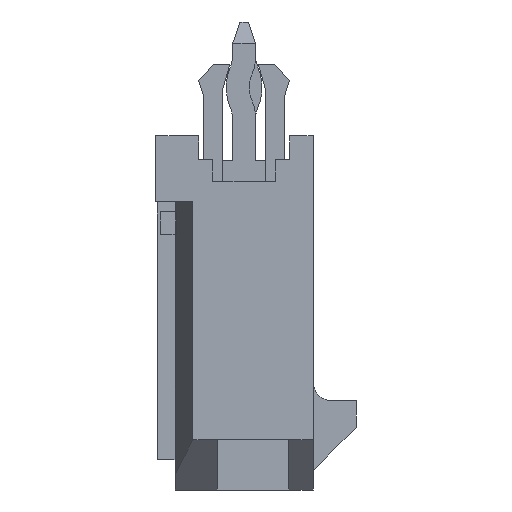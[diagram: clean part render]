
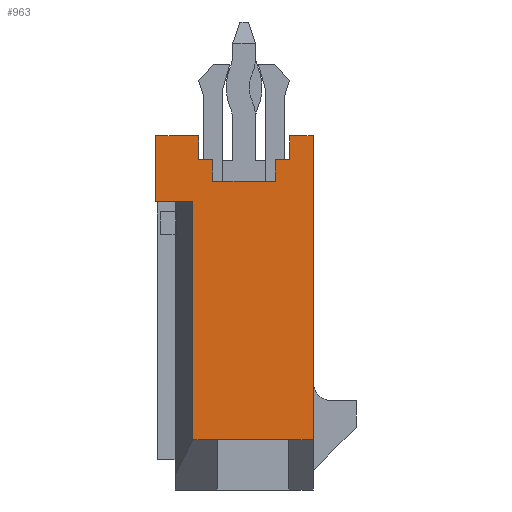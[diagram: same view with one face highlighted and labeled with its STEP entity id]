
A CAD part, left-side view. The second image highlights one B-rep face of the part: STEP entity #963.
In plain terms, the highlighted planar face has unit normal (-1, 0, 0).
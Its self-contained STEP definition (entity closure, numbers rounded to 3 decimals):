
#41 = VERTEX_POINT ( 'NONE', #5956 ) ;
#583 = DIRECTION ( 'NONE',  ( 0., 0., -1. ) ) ;
#649 = LINE ( 'NONE', #4212, #7047 ) ;
#714 = ORIENTED_EDGE ( 'NONE', *, *, #3506, .F. ) ;
#749 = VECTOR ( 'NONE', #10782, 1000. ) ;
#772 = EDGE_CURVE ( 'NONE', #10643, #10443, #6982, .T. ) ;
#813 = CARTESIAN_POINT ( 'NONE',  ( -15.32, 8.5, -1.93 ) ) ;
#963 = ADVANCED_FACE ( 'NONE', ( #2936 ), #10087, .F. ) ;
#1003 = EDGE_CURVE ( 'NONE', #10837, #10643, #4743, .T. ) ;
#1024 = CARTESIAN_POINT ( 'NONE',  ( -15.32, 0.67, -0.875 ) ) ;
#1213 = VERTEX_POINT ( 'NONE', #10433 ) ;
#1351 = VERTEX_POINT ( 'NONE', #8289 ) ;
#1393 = DIRECTION ( 'NONE',  ( 0., -1., 0. ) ) ;
#1400 = ORIENTED_EDGE ( 'NONE', *, *, #9694, .F. ) ;
#1616 = VERTEX_POINT ( 'NONE', #3424 ) ;
#1718 = CARTESIAN_POINT ( 'NONE',  ( -15.32, 0., -1.93 ) ) ;
#1745 = DIRECTION ( 'NONE',  ( 0., 0., -1. ) ) ;
#1815 = EDGE_CURVE ( 'NONE', #10443, #4144, #5550, .T. ) ;
#2231 = CARTESIAN_POINT ( 'NONE',  ( -15.32, 1.85, 2.47 ) ) ;
#2274 = CARTESIAN_POINT ( 'NONE',  ( -15.32, 1.27, 0.875 ) ) ;
#2339 = CARTESIAN_POINT ( 'NONE',  ( -15.32, 0.67, 1.27 ) ) ;
#2382 = ORIENTED_EDGE ( 'NONE', *, *, #9842, .T. ) ;
#2423 = VECTOR ( 'NONE', #1745, 1000. ) ;
#2656 = LINE ( 'NONE', #6937, #6297 ) ;
#2669 = DIRECTION ( 'NONE',  ( 0., -1., 0. ) ) ;
#2936 = FACE_OUTER_BOUND ( 'NONE', #4392, .T. ) ;
#2967 = CARTESIAN_POINT ( 'NONE',  ( -15.32, 0., -1.93 ) ) ;
#3042 = CARTESIAN_POINT ( 'NONE',  ( -15.32, 1.27, 0.875 ) ) ;
#3165 = LINE ( 'NONE', #2339, #10027 ) ;
#3205 = ORIENTED_EDGE ( 'NONE', *, *, #5224, .T. ) ;
#3248 = VERTEX_POINT ( 'NONE', #10363 ) ;
#3249 = VERTEX_POINT ( 'NONE', #3042 ) ;
#3424 = CARTESIAN_POINT ( 'NONE',  ( -15.32, 0., 1.27 ) ) ;
#3506 = EDGE_CURVE ( 'NONE', #4144, #8899, #5536, .T. ) ;
#3627 = CARTESIAN_POINT ( 'NONE',  ( -15.32, 0., 2.47 ) ) ;
#3637 = CARTESIAN_POINT ( 'NONE',  ( -15.32, 0.67, 0.875 ) ) ;
#3796 = DIRECTION ( 'NONE',  ( 0., 0., -1. ) ) ;
#3841 = CARTESIAN_POINT ( 'NONE',  ( -15.32, 0., -1.27 ) ) ;
#4062 = LINE ( 'NONE', #11223, #5919 ) ;
#4144 = VERTEX_POINT ( 'NONE', #1718 ) ;
#4194 = CARTESIAN_POINT ( 'NONE',  ( -15.32, 0.67, 1.27 ) ) ;
#4203 = CARTESIAN_POINT ( 'NONE',  ( -15.32, 8.5, 1.43 ) ) ;
#4212 = CARTESIAN_POINT ( 'NONE',  ( -15.32, 1.27, -0.875 ) ) ;
#4268 = VERTEX_POINT ( 'NONE', #9040 ) ;
#4276 = VERTEX_POINT ( 'NONE', #3637 ) ;
#4392 = EDGE_LOOP ( 'NONE', ( #6201, #7770, #1400, #7280, #8242, #7500, #7952, #6580, #10976, #3205, #714, #5122, #6069, #6478, #5415, #2382 ) ) ;
#4435 = CARTESIAN_POINT ( 'NONE',  ( -15.32, 1.85, 2.47 ) ) ;
#4739 = VERTEX_POINT ( 'NONE', #4194 ) ;
#4743 = LINE ( 'NONE', #7388, #11152 ) ;
#4862 = EDGE_CURVE ( 'NONE', #3249, #4276, #9416, .T. ) ;
#4864 = DIRECTION ( 'NONE',  ( 0., 0., -1. ) ) ;
#4930 = EDGE_CURVE ( 'NONE', #3248, #4268, #11411, .T. ) ;
#5025 = DIRECTION ( 'NONE',  ( 0., -1., 0. ) ) ;
#5122 = ORIENTED_EDGE ( 'NONE', *, *, #1815, .F. ) ;
#5152 = VECTOR ( 'NONE', #5025, 1000. ) ;
#5224 = EDGE_CURVE ( 'NONE', #41, #8899, #4062, .T. ) ;
#5284 = EDGE_CURVE ( 'NONE', #6155, #3248, #2656, .T. ) ;
#5348 = CARTESIAN_POINT ( 'NONE',  ( -15.32, 1.85, 1.43 ) ) ;
#5363 = CARTESIAN_POINT ( 'NONE',  ( -15.32, 8.5, 0.75 ) ) ;
#5415 = ORIENTED_EDGE ( 'NONE', *, *, #7732, .F. ) ;
#5444 = LINE ( 'NONE', #3627, #749 ) ;
#5474 = VECTOR ( 'NONE', #7800, 1000. ) ;
#5536 = LINE ( 'NONE', #2967, #7276 ) ;
#5550 = LINE ( 'NONE', #9961, #6381 ) ;
#5919 = VECTOR ( 'NONE', #6766, 1000. ) ;
#5956 = CARTESIAN_POINT ( 'NONE',  ( -15.32, 8.5, -1.25 ) ) ;
#6037 = EDGE_CURVE ( 'NONE', #4268, #1213, #8611, .T. ) ;
#6069 = ORIENTED_EDGE ( 'NONE', *, *, #772, .F. ) ;
#6150 = EDGE_CURVE ( 'NONE', #1213, #41, #9067, .T. ) ;
#6155 = VERTEX_POINT ( 'NONE', #4435 ) ;
#6201 = ORIENTED_EDGE ( 'NONE', *, *, #4862, .T. ) ;
#6290 = CARTESIAN_POINT ( 'NONE',  ( -15.32, 0.67, -1.27 ) ) ;
#6297 = VECTOR ( 'NONE', #10621, 1000. ) ;
#6381 = VECTOR ( 'NONE', #3796, 1000. ) ;
#6470 = LINE ( 'NONE', #9992, #9101 ) ;
#6478 = ORIENTED_EDGE ( 'NONE', *, *, #1003, .F. ) ;
#6580 = ORIENTED_EDGE ( 'NONE', *, *, #6037, .T. ) ;
#6628 = CARTESIAN_POINT ( 'NONE',  ( -15.32, 0., 1.27 ) ) ;
#6675 = LINE ( 'NONE', #2231, #5152 ) ;
#6709 = VECTOR ( 'NONE', #1393, 1000. ) ;
#6766 = DIRECTION ( 'NONE',  ( 0., 0., -1. ) ) ;
#6794 = CARTESIAN_POINT ( 'NONE',  ( -15.32, 0., 2.47 ) ) ;
#6808 = AXIS2_PLACEMENT_3D ( 'NONE', #10198, #8268, #9088 ) ;
#6937 = CARTESIAN_POINT ( 'NONE',  ( -15.32, 1.85, 2.47 ) ) ;
#6982 = LINE ( 'NONE', #11327, #5474 ) ;
#7047 = VECTOR ( 'NONE', #7789, 1000. ) ;
#7276 = VECTOR ( 'NONE', #10826, 1000. ) ;
#7280 = ORIENTED_EDGE ( 'NONE', *, *, #11135, .F. ) ;
#7388 = CARTESIAN_POINT ( 'NONE',  ( -15.32, 0.67, -0.875 ) ) ;
#7500 = ORIENTED_EDGE ( 'NONE', *, *, #5284, .T. ) ;
#7564 = LINE ( 'NONE', #6628, #9140 ) ;
#7617 = EDGE_CURVE ( 'NONE', #6155, #7701, #6675, .T. ) ;
#7701 = VERTEX_POINT ( 'NONE', #6794 ) ;
#7732 = EDGE_CURVE ( 'NONE', #1351, #10837, #6470, .T. ) ;
#7770 = ORIENTED_EDGE ( 'NONE', *, *, #8756, .F. ) ;
#7789 = DIRECTION ( 'NONE',  ( 0., 0., 1. ) ) ;
#7800 = DIRECTION ( 'NONE',  ( 0., -1., 0. ) ) ;
#7952 = ORIENTED_EDGE ( 'NONE', *, *, #4930, .T. ) ;
#8211 = VECTOR ( 'NONE', #9639, 1000. ) ;
#8242 = ORIENTED_EDGE ( 'NONE', *, *, #7617, .F. ) ;
#8268 = DIRECTION ( 'NONE',  ( 1., 0., 0. ) ) ;
#8289 = CARTESIAN_POINT ( 'NONE',  ( -15.32, 1.27, -0.875 ) ) ;
#8611 = LINE ( 'NONE', #4203, #9536 ) ;
#8756 = EDGE_CURVE ( 'NONE', #4739, #4276, #3165, .T. ) ;
#8899 = VERTEX_POINT ( 'NONE', #813 ) ;
#9040 = CARTESIAN_POINT ( 'NONE',  ( -15.32, 8.5, 1.43 ) ) ;
#9067 = LINE ( 'NONE', #5363, #2423 ) ;
#9088 = DIRECTION ( 'NONE',  ( 0., 0., -1. ) ) ;
#9101 = VECTOR ( 'NONE', #2669, 1000. ) ;
#9140 = VECTOR ( 'NONE', #10202, 1000. ) ;
#9416 = LINE ( 'NONE', #2274, #6709 ) ;
#9536 = VECTOR ( 'NONE', #583, 1000. ) ;
#9639 = DIRECTION ( 'NONE',  ( 0., 1., 0. ) ) ;
#9694 = EDGE_CURVE ( 'NONE', #1616, #4739, #7564, .T. ) ;
#9842 = EDGE_CURVE ( 'NONE', #1351, #3249, #649, .T. ) ;
#9961 = CARTESIAN_POINT ( 'NONE',  ( -15.32, 0., -1.27 ) ) ;
#9992 = CARTESIAN_POINT ( 'NONE',  ( -15.32, 1.27, -0.875 ) ) ;
#10027 = VECTOR ( 'NONE', #11429, 1000. ) ;
#10087 = PLANE ( 'NONE',  #6808 ) ;
#10198 = CARTESIAN_POINT ( 'NONE',  ( -15.32, 4.95, 0. ) ) ;
#10202 = DIRECTION ( 'NONE',  ( 0., 1., 0. ) ) ;
#10363 = CARTESIAN_POINT ( 'NONE',  ( -15.32, 1.85, 1.43 ) ) ;
#10433 = CARTESIAN_POINT ( 'NONE',  ( -15.32, 8.5, 0.75 ) ) ;
#10443 = VERTEX_POINT ( 'NONE', #3841 ) ;
#10621 = DIRECTION ( 'NONE',  ( 0., 0., -1. ) ) ;
#10643 = VERTEX_POINT ( 'NONE', #6290 ) ;
#10782 = DIRECTION ( 'NONE',  ( 0., 0., -1. ) ) ;
#10826 = DIRECTION ( 'NONE',  ( 0., 1., 0. ) ) ;
#10837 = VERTEX_POINT ( 'NONE', #1024 ) ;
#10976 = ORIENTED_EDGE ( 'NONE', *, *, #6150, .T. ) ;
#11135 = EDGE_CURVE ( 'NONE', #7701, #1616, #5444, .T. ) ;
#11152 = VECTOR ( 'NONE', #4864, 1000. ) ;
#11223 = CARTESIAN_POINT ( 'NONE',  ( -15.32, 8.5, -1.25 ) ) ;
#11327 = CARTESIAN_POINT ( 'NONE',  ( -15.32, 0.67, -1.27 ) ) ;
#11411 = LINE ( 'NONE', #5348, #8211 ) ;
#11429 = DIRECTION ( 'NONE',  ( 0., 0., -1. ) ) ;
